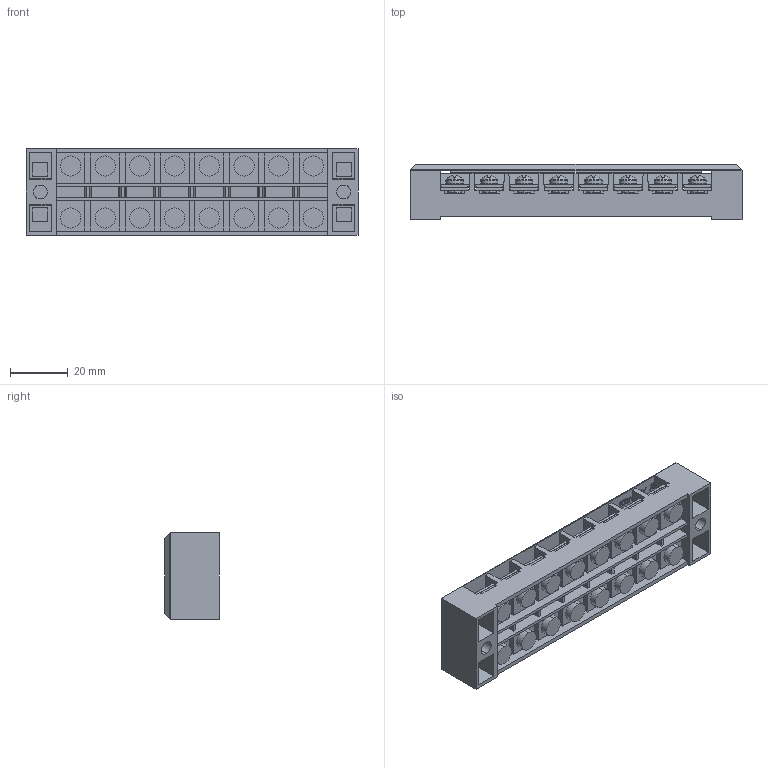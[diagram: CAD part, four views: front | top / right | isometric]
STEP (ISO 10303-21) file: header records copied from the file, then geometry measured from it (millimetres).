
FILE_DESCRIPTION (( 'STEP AP214' ), '1' );
FILE_NAME ('WEIDU TB25XX, 8.STEP', '2019-08-17T01:42:10', ( '' ), ( '' ), 'SwSTEP 2.0', 'SolidWorks 2018', '' );
FILE_SCHEMA (( 'AUTOMOTIVE_DESIGN' ));
Length unit declared in the file: millimetre
Products named in the file (6): PBHS, M4X8, WEIDU TB25XX_default; COVER, WEIDU TB25XX_8; TERMINAL PLATE, WEIDU TB25XX; CONDUCTING STRIP, WEIDU TB25XX; BLOCK, WEIDU TB25XX_8; WEIDU TB25XX, 8
Assembly tree (42 placements, depth 2):
  WEIDU TB25XX, 8
    BLOCK, WEIDU TB25XX_8
    CONDUCTING STRIP, WEIDU TB25XX  x8
    TERMINAL PLATE, WEIDU TB25XX  x16
    COVER, WEIDU TB25XX_8
    PBHS, M4X8, WEIDU TB25XX_default  x16
Bounding box: 114.8 x 19 x 30 mm (x, y, z)
Volume: 34054.4 mm3; surface area: 43225.2 mm2
Topology: 42 solids, 42 shells, 1799 faces, 4679 edges, 3026 vertices
Faces by surface type: plane 1008, cylinder 336, bspline 169, cone 140, torus 88, sphere 58
Entity records: 38367 total; most frequent: CARTESIAN_POINT 15133, ORIENTED_EDGE 4996, DIRECTION 4211, EDGE_CURVE 2498, LINE 1749, VECTOR 1749, VERTEX_POINT 1613, AXIS2_PLACEMENT_3D 1231
